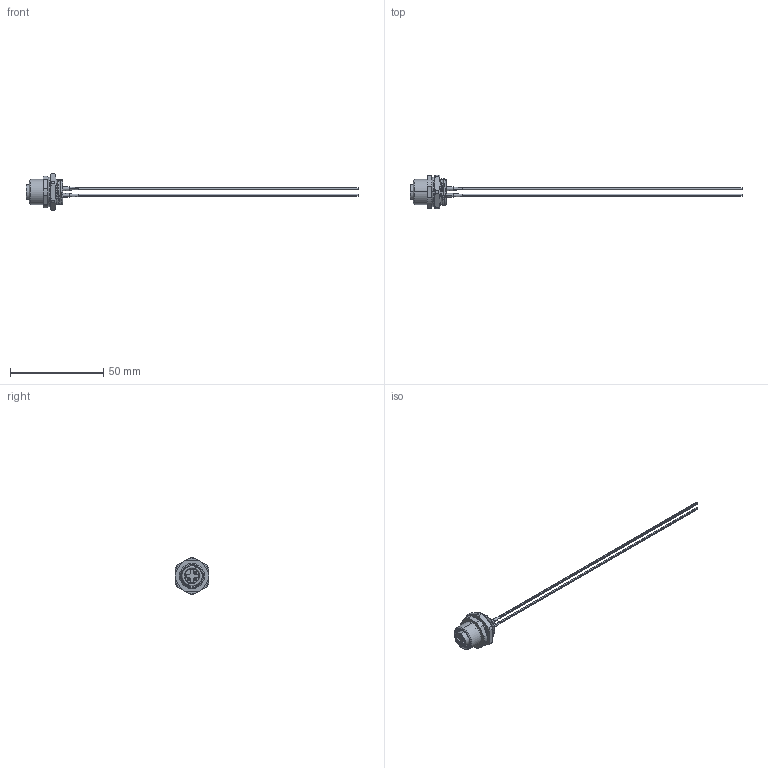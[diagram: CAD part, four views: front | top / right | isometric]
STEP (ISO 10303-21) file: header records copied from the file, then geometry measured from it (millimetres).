
FILE_DESCRIPTION (( 'STEP AP203' ), '1' );
FILE_NAME ('10-04036.STEP', '2022-04-12T16:08:01', ( '' ), ( '' ), 'SwSTEP 2.0', 'SolidWorks 2021', '' );
FILE_SCHEMA (( 'CONFIG_CONTROL_DESIGN' ));
Length unit declared in the file: millimetre
Products named in the file (12): 30-01763_blunt cut; 10-04036; 54-00180-05___; 54-00180-02___; 30-01764_blunt cut; 30-01762_blunt cut; 54-00180-06___; Heat shrink; 54-00180-01___; 54-00180; 54-00180-03___; 54-00180-04___
Assembly tree (15 placements, depth 3):
  10-04036
    54-00180
      54-00180-01___
      54-00180-02___
      54-00180-03___  x3
      54-00180-06___
      54-00180-05___
      54-00180-04___
    Heat shrink  x3
    30-01762_blunt cut
    30-01763_blunt cut
    30-01764_blunt cut
Bounding box: 178.4 x 18 x 20 mm (x, y, z)
Volume: 3165.2 mm3; surface area: 16079.1 mm2
Topology: 134 solids, 134 shells, 1218 faces, 2721 edges, 1781 vertices
Faces by surface type: cylinder 670, plane 384, torus 65, cone 60, bspline 39
Entity records: 34667 total; most frequent: CARTESIAN_POINT 9737, DIRECTION 5277, ORIENTED_EDGE 4502, AXIS2_PLACEMENT_3D 2254, EDGE_CURVE 2251, VERTEX_POINT 1485, EDGE_LOOP 1296, CIRCLE 1222
